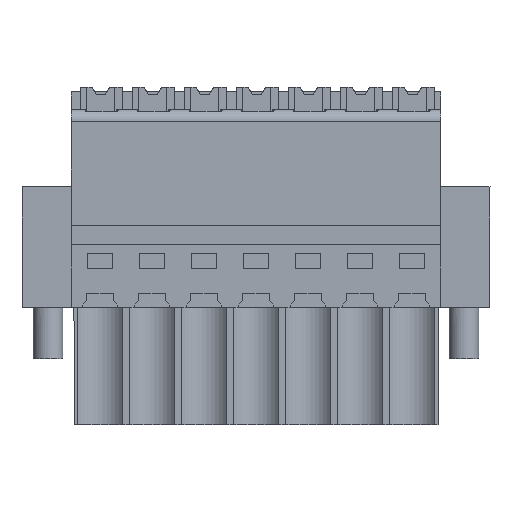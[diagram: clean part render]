
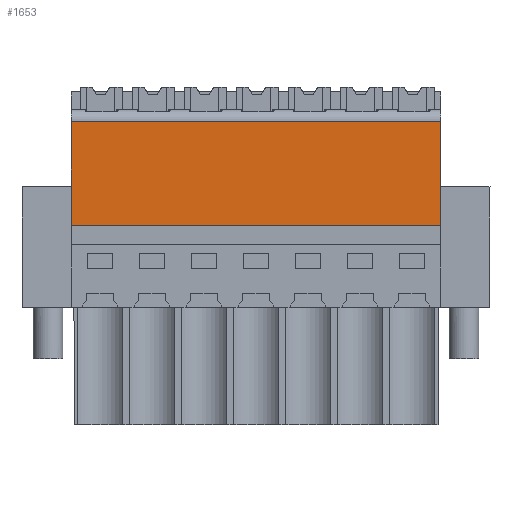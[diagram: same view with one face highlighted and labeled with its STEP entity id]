
A CAD part, front view. The second image highlights one B-rep face of the part: STEP entity #1653.
In plain terms, the highlighted planar face has unit normal (0, -1, 0).
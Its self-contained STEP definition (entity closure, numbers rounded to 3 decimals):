
#909=AXIS2_PLACEMENT_3D('Plane Axis2P3D',#906,#907,#908) ;
#70=CARTESIAN_POINT('Vertex',(3.3,0.,13.4)) ;
#73=CARTESIAN_POINT('Line Origine',(3.3,0.,16.9)) ;
#77=CARTESIAN_POINT('Vertex',(3.3,0.,20.4)) ;
#906=CARTESIAN_POINT('Axis2P3D Location',(13.8,0.,12.1)) ;
#1619=CARTESIAN_POINT('Vertex',(28.2,0.,13.4)) ;
#1622=CARTESIAN_POINT('Line Origine',(15.75,0.,13.4)) ;
#1635=CARTESIAN_POINT('Line Origine',(28.2,0.,16.9)) ;
#1639=CARTESIAN_POINT('Vertex',(28.2,0.,20.4)) ;
#1642=CARTESIAN_POINT('Line Origine',(15.75,0.,20.4)) ;
#74=DIRECTION('Vector Direction',(0.,0.,-1.)) ;
#907=DIRECTION('Axis2P3D Direction',(0.,-1.,0.)) ;
#908=DIRECTION('Axis2P3D XDirection',(0.,0.,-1.)) ;
#1623=DIRECTION('Vector Direction',(1.,0.,0.)) ;
#1636=DIRECTION('Vector Direction',(0.,0.,-1.)) ;
#1643=DIRECTION('Vector Direction',(1.,0.,0.)) ;
#75=VECTOR('Line Direction',#74,1.) ;
#1624=VECTOR('Line Direction',#1623,1.) ;
#1637=VECTOR('Line Direction',#1636,1.) ;
#1644=VECTOR('Line Direction',#1643,1.) ;
#1648=ORIENTED_EDGE('',*,*,#79,.F.) ;
#1649=ORIENTED_EDGE('',*,*,#1626,.T.) ;
#1650=ORIENTED_EDGE('',*,*,#1641,.F.) ;
#1651=ORIENTED_EDGE('',*,*,#1646,.F.) ;
#1653=ADVANCED_FACE('HOUSING',(#1652),#910,.T.) ;
#79=EDGE_CURVE('',#71,#78,#76,.F.) ;
#1626=EDGE_CURVE('',#71,#1620,#1625,.T.) ;
#1641=EDGE_CURVE('',#1640,#1620,#1638,.T.) ;
#1646=EDGE_CURVE('',#78,#1640,#1645,.T.) ;
#1647=EDGE_LOOP('',(#1648,#1649,#1650,#1651)) ;
#1652=FACE_OUTER_BOUND('',#1647,.T.) ;
#76=LINE('Line',#73,#75) ;
#1625=LINE('Line',#1622,#1624) ;
#1638=LINE('Line',#1635,#1637) ;
#1645=LINE('Line',#1642,#1644) ;
#910=PLANE('',#909) ;
#71=VERTEX_POINT('',#70) ;
#78=VERTEX_POINT('',#77) ;
#1620=VERTEX_POINT('',#1619) ;
#1640=VERTEX_POINT('',#1639) ;
